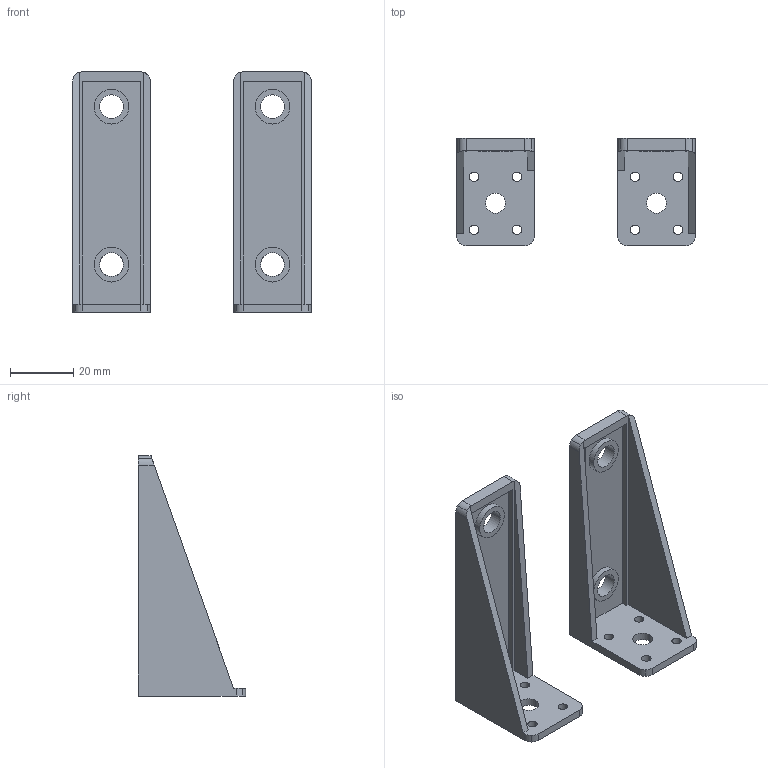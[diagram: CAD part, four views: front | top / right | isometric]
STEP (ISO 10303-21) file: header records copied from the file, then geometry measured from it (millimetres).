
FILE_DESCRIPTION(('STEP AP214'),'1');
FILE_NAME('bumper_switch_support.stp','2016-10-13T16:55:35',(' '),(' '),'Spatial InterOp 3D',' ',' ');
FILE_SCHEMA(('automotive_design'));
Length unit declared in the file: metre
Products named in the file (3): bumper_switch_support; Left; Right
Assembly tree (2 placements, depth 2):
  bumper_switch_support
    Left
    Right
Bounding box: 75.52 x 33.92 x 76 mm (x, y, z)
Volume: 18459.6 mm3; surface area: 17904.8 mm2
Topology: 2 solids, 2 shells, 89 faces, 249 edges, 168 vertices
Faces by surface type: cylinder 52, plane 37
Entity records: 3778 total; most frequent: DIRECTION 551, CARTESIAN_POINT 509, ORIENTED_EDGE 498, EDGE_CURVE 249, AXIS2_PLACEMENT_3D 210, VERTEX_POINT 168, LINE 131, VECTOR 131
